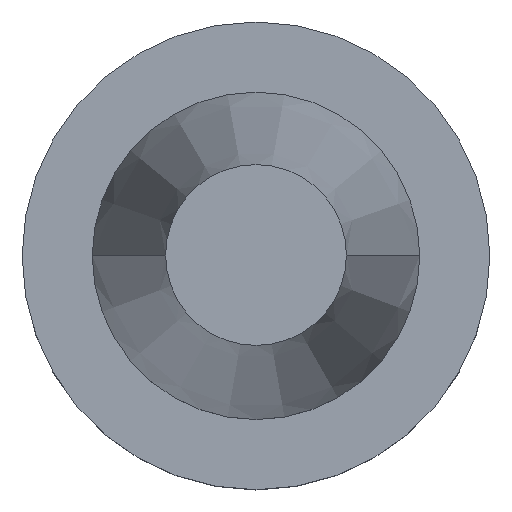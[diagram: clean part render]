
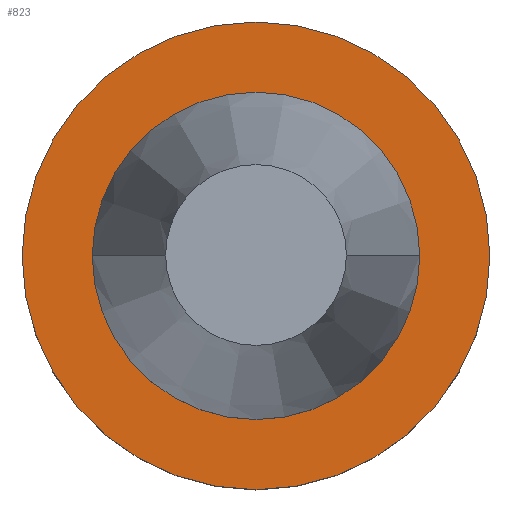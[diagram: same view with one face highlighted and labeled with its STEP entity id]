
A CAD part, top view. The second image highlights one B-rep face of the part: STEP entity #823.
In plain terms, the highlighted planar face has unit normal (0, 0, 1).
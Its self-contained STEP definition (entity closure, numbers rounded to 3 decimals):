
#25 = EDGE_LOOP ( 'NONE', ( #724, #149 ) ) ;
#27 = VERTEX_POINT ( 'NONE', #471 ) ;
#36 = CARTESIAN_POINT ( 'NONE',  ( 31.75, 0., -1. ) ) ;
#40 = CARTESIAN_POINT ( 'NONE',  ( 0., 0., -1. ) ) ;
#70 = AXIS2_PLACEMENT_3D ( 'NONE', #131, #125, #518 ) ;
#73 = FACE_BOUND ( 'NONE', #630, .T. ) ;
#87 = AXIS2_PLACEMENT_3D ( 'NONE', #264, #408, #403 ) ;
#94 = DIRECTION ( 'NONE',  ( 1., 0., 0. ) ) ;
#125 = DIRECTION ( 'NONE',  ( 0., 0., 1. ) ) ;
#131 = CARTESIAN_POINT ( 'NONE',  ( 0., 0., -1. ) ) ;
#136 = VERTEX_POINT ( 'NONE', #732 ) ;
#139 = DIRECTION ( 'NONE',  ( 0., 0., 1. ) ) ;
#140 = CIRCLE ( 'NONE', #762, 31.75 ) ;
#149 = ORIENTED_EDGE ( 'NONE', *, *, #723, .T. ) ;
#173 = EDGE_CURVE ( 'NONE', #739, #27, #492, .T. ) ;
#211 = AXIS2_PLACEMENT_3D ( 'NONE', #40, #233, #435 ) ;
#233 = DIRECTION ( 'NONE',  ( 0., 0., 1. ) ) ;
#255 = PLANE ( 'NONE',  #87 ) ;
#264 = CARTESIAN_POINT ( 'NONE',  ( 0., 31.75, -1. ) ) ;
#283 = EDGE_CURVE ( 'NONE', #635, #136, #140, .T. ) ;
#295 = CARTESIAN_POINT ( 'NONE',  ( 22.225, 0., -1. ) ) ;
#377 = DIRECTION ( 'NONE',  ( 1., 0., 0. ) ) ;
#403 = DIRECTION ( 'NONE',  ( -1., 0., 0. ) ) ;
#408 = DIRECTION ( 'NONE',  ( 0., 0., -1. ) ) ;
#435 = DIRECTION ( 'NONE',  ( 1., 0., 0. ) ) ;
#471 = CARTESIAN_POINT ( 'NONE',  ( -22.225, 0., -1. ) ) ;
#477 = CIRCLE ( 'NONE', #211, 31.75 ) ;
#488 = DIRECTION ( 'NONE',  ( 0., 0., 1. ) ) ;
#492 = CIRCLE ( 'NONE', #816, 22.225 ) ;
#518 = DIRECTION ( 'NONE',  ( 1., 0., 0. ) ) ;
#523 = CIRCLE ( 'NONE', #70, 22.225 ) ;
#556 = CARTESIAN_POINT ( 'NONE',  ( 0., 0., -1. ) ) ;
#565 = ORIENTED_EDGE ( 'NONE', *, *, #572, .F. ) ;
#572 = EDGE_CURVE ( 'NONE', #27, #739, #523, .T. ) ;
#585 = ORIENTED_EDGE ( 'NONE', *, *, #173, .F. ) ;
#601 = FACE_OUTER_BOUND ( 'NONE', #25, .T. ) ;
#630 = EDGE_LOOP ( 'NONE', ( #585, #565 ) ) ;
#635 = VERTEX_POINT ( 'NONE', #36 ) ;
#663 = CARTESIAN_POINT ( 'NONE',  ( 0., 0., -1. ) ) ;
#723 = EDGE_CURVE ( 'NONE', #136, #635, #477, .T. ) ;
#724 = ORIENTED_EDGE ( 'NONE', *, *, #283, .T. ) ;
#732 = CARTESIAN_POINT ( 'NONE',  ( -31.75, 0., -1. ) ) ;
#739 = VERTEX_POINT ( 'NONE', #295 ) ;
#762 = AXIS2_PLACEMENT_3D ( 'NONE', #556, #488, #94 ) ;
#816 = AXIS2_PLACEMENT_3D ( 'NONE', #663, #139, #377 ) ;
#823 = ADVANCED_FACE ( 'NONE', ( #73, #601 ), #255, .F. ) ;
